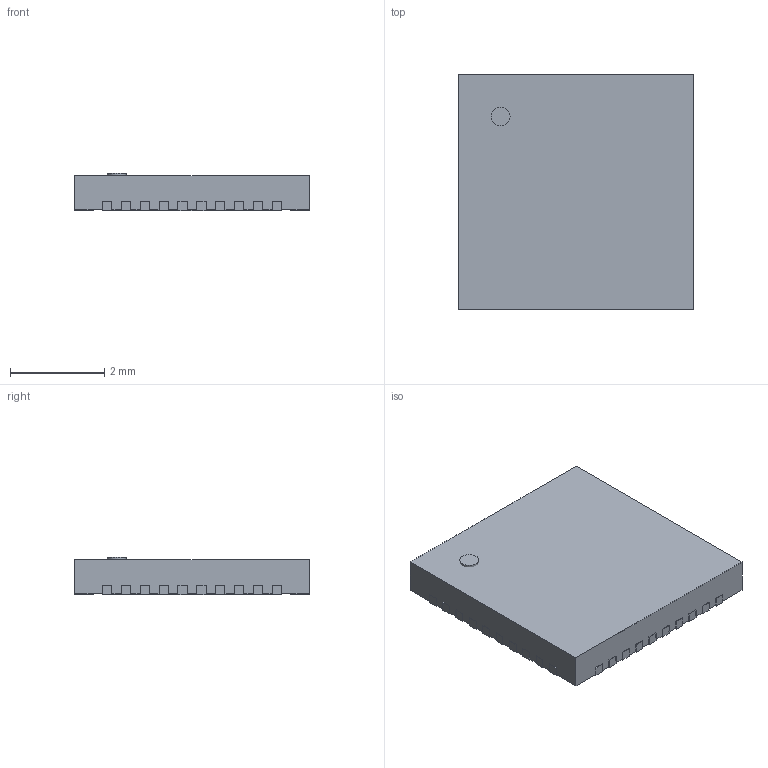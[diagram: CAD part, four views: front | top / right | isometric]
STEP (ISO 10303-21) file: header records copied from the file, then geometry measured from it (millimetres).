
FILE_DESCRIPTION(/* description */ ('model of TQFN-40-1EP_5x5mm_P0.4mm_EP3.5x3.5mm'),/* implementation_level */ '2;1');
FILE_NAME(/* name */ 'TQFN-40-1EP_5x5mm_P0.4mm_EP3.5x3.5mm.step',/* time_stamp */ '2023-02-15T20:43:33',/* author */ ('KiCAD','kicad'),/* organization */ ('OCCT'),/* preprocessor_version */ '',/* originating_system */ 'KiCAD',/* authorisation */ '');
FILE_SCHEMA(('AUTOMOTIVE_DESIGN { 1 0 10303 214 1 1 1 1 }'));
Length unit declared in the file: millimetre
Products named in the file (8): CQ assembly; b3e03258-ada3-11ed-ad3b-6f420da3e38c; b3e03259-ada3-11ed-ad3b-6f420da3e38c; b3e03259-ada3-11ed-ad3b-6f420da3e38c_part; b3e0325a-ada3-11ed-ad3b-6f420da3e38c; b3e0325a-ada3-11ed-ad3b-6f420da3e38c_part; b3e0325b-ada3-11ed-ad3b-6f420da3e38c; b3e0325b-ada3-11ed-ad3b-6f420da3e38c_part
Assembly tree (7 placements, depth 4):
  CQ assembly
    b3e03258-ada3-11ed-ad3b-6f420da3e38c
      b3e03259-ada3-11ed-ad3b-6f420da3e38c
        b3e03259-ada3-11ed-ad3b-6f420da3e38c_part
      b3e0325a-ada3-11ed-ad3b-6f420da3e38c
        b3e0325a-ada3-11ed-ad3b-6f420da3e38c_part
      b3e0325b-ada3-11ed-ad3b-6f420da3e38c
        b3e0325b-ada3-11ed-ad3b-6f420da3e38c_part
Bounding box: 5 x 5 x 0.8 mm (x, y, z)
Volume: 18.4 mm3; surface area: 109.4 mm2
Topology: 43 solids, 43 shells, 422 faces, 1005 edges, 670 vertices
Faces by surface type: plane 341, cylinder 81
Full cylindrical faces by diameter (mm): 0.4 x1
Entity records: 12450 total; most frequent: CARTESIAN_POINT 2105, DIRECTION 2027, ORIENTED_EDGE 2010, EDGE_CURVE 1005, LINE 843, VECTOR 843, VERTEX_POINT 670, AXIS2_PLACEMENT_3D 592
